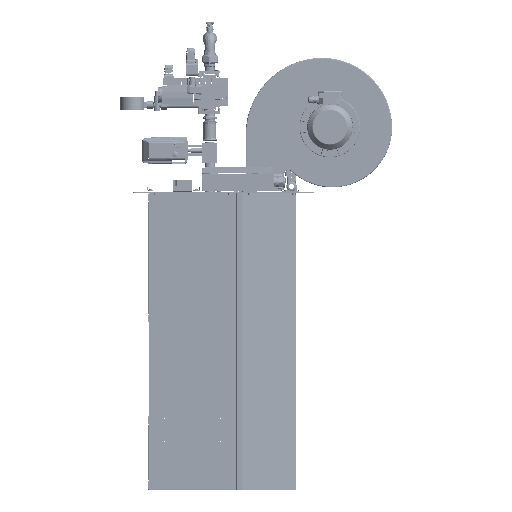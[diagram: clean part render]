
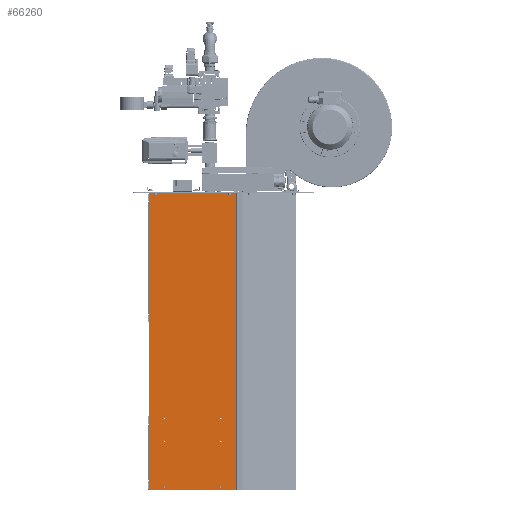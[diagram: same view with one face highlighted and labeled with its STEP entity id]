
A CAD part, left-side view. The second image highlights one B-rep face of the part: STEP entity #66260.
In plain terms, the highlighted planar face has unit normal (-1, 0, 0).
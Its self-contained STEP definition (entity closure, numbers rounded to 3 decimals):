
#3469 = CIRCLE ( 'NONE', #17636, 2.25 ) ;
#5094 = CARTESIAN_POINT ( 'NONE',  ( -344.479, 334.844, -762.736 ) ) ;
#6445 = CARTESIAN_POINT ( 'NONE',  ( -344.479, 334.094, -611.836 ) ) ;
#10656 = DIRECTION ( 'NONE',  ( 0., 0., -1. ) ) ;
#14962 = ORIENTED_EDGE ( 'NONE', *, *, #152787, .F. ) ;
#16808 = VERTEX_POINT ( 'NONE', #139353 ) ;
#17636 = AXIS2_PLACEMENT_3D ( 'NONE', #70194, #29380, #50711 ) ;
#21213 = CARTESIAN_POINT ( 'NONE',  ( -344.479, 98.094, -771.236 ) ) ;
#24262 = FACE_BOUND ( 'NONE', #89702, .T. ) ;
#24656 = VERTEX_POINT ( 'NONE', #78172 ) ;
#27358 = DIRECTION ( 'NONE',  ( 0., 0., -1. ) ) ;
#29380 = DIRECTION ( 'NONE',  ( -1., 0., 0. ) ) ;
#29875 = VERTEX_POINT ( 'NONE', #259708 ) ;
#32417 = CARTESIAN_POINT ( 'NONE',  ( -344.479, 334.094, -537.336 ) ) ;
#32746 = CARTESIAN_POINT ( 'NONE',  ( -344.479, 384.357, 206.527 ) ) ;
#34764 = VERTEX_POINT ( 'NONE', #160431 ) ;
#38702 = LINE ( 'NONE', #136755, #171571 ) ;
#41906 = ORIENTED_EDGE ( 'NONE', *, *, #114036, .F. ) ;
#43325 = LINE ( 'NONE', #268058, #76321 ) ;
#46750 = EDGE_CURVE ( 'NONE', #34764, #34764, #147818, .T. ) ;
#50064 = VERTEX_POINT ( 'NONE', #250592 ) ;
#50711 = DIRECTION ( 'NONE',  ( 0., 0., -1. ) ) ;
#55033 = CIRCLE ( 'NONE', #58211, 2.25 ) ;
#57421 = DIRECTION ( 'NONE',  ( 0., 0., -1. ) ) ;
#58211 = AXIS2_PLACEMENT_3D ( 'NONE', #247669, #183622, #57421 ) ;
#59548 = ORIENTED_EDGE ( 'NONE', *, *, #135053, .F. ) ;
#60961 = DIRECTION ( 'NONE',  ( 0., -1., 0. ) ) ;
#61953 = PLANE ( 'NONE',  #150741 ) ;
#65483 = VERTEX_POINT ( 'NONE', #32746 ) ;
#66260 = ADVANCED_FACE ( 'NONE', ( #256724, #193568, #200278, #24262, #240229, #170486, #113999 ), #61953, .F. ) ;
#70194 = CARTESIAN_POINT ( 'NONE',  ( -344.479, 148.094, -611.836 ) ) ;
#70872 = EDGE_LOOP ( 'NONE', ( #128228 ) ) ;
#72764 = VERTEX_POINT ( 'NONE', #193279 ) ;
#76321 = VECTOR ( 'NONE', #161394, 1000. ) ;
#76877 = DIRECTION ( 'NONE',  ( -1., 0., 0. ) ) ;
#78172 = CARTESIAN_POINT ( 'NONE',  ( -344.479, 98.831, -771.236 ) ) ;
#86515 = EDGE_CURVE ( 'NONE', #72764, #24656, #207079, .T. ) ;
#86952 = LINE ( 'NONE', #118225, #90413 ) ;
#89702 = EDGE_LOOP ( 'NONE', ( #105383 ) ) ;
#90413 = VECTOR ( 'NONE', #10656, 1000. ) ;
#92622 = AXIS2_PLACEMENT_3D ( 'NONE', #5094, #109959, #27358 ) ;
#100973 = CARTESIAN_POINT ( 'NONE',  ( -344.479, 98.094, -771.236 ) ) ;
#105383 = ORIENTED_EDGE ( 'NONE', *, *, #46750, .F. ) ;
#109959 = DIRECTION ( 'NONE',  ( -1., 0., 0. ) ) ;
#113999 = FACE_OUTER_BOUND ( 'NONE', #185911, .T. ) ;
#114036 = EDGE_CURVE ( 'NONE', #143087, #143087, #169435, .T. ) ;
#118225 = CARTESIAN_POINT ( 'NONE',  ( -344.479, 98.831, -771.236 ) ) ;
#122945 = EDGE_CURVE ( 'NONE', #16808, #16808, #55033, .T. ) ;
#126100 = DIRECTION ( 'NONE',  ( 1., 0., 0. ) ) ;
#128228 = ORIENTED_EDGE ( 'NONE', *, *, #265935, .F. ) ;
#131894 = VERTEX_POINT ( 'NONE', #132278 ) ;
#132278 = CARTESIAN_POINT ( 'NONE',  ( -344.479, 98.831, 206.527 ) ) ;
#133300 = ORIENTED_EDGE ( 'NONE', *, *, #226408, .F. ) ;
#135053 = EDGE_CURVE ( 'NONE', #50064, #50064, #3469, .T. ) ;
#136755 = CARTESIAN_POINT ( 'NONE',  ( -344.479, 384.357, 206.527 ) ) ;
#138471 = VERTEX_POINT ( 'NONE', #249434 ) ;
#139353 = CARTESIAN_POINT ( 'NONE',  ( -344.479, 148.094, -539.586 ) ) ;
#139413 = CIRCLE ( 'NONE', #218443, 2.25 ) ;
#143087 = VERTEX_POINT ( 'NONE', #178313 ) ;
#147426 = DIRECTION ( 'NONE',  ( 0., 0., -1. ) ) ;
#147818 = CIRCLE ( 'NONE', #92622, 2.25 ) ;
#148127 = ORIENTED_EDGE ( 'NONE', *, *, #274333, .T. ) ;
#150741 = AXIS2_PLACEMENT_3D ( 'NONE', #21213, #126100, #147426 ) ;
#152787 = EDGE_CURVE ( 'NONE', #131894, #24656, #86952, .T. ) ;
#154821 = EDGE_CURVE ( 'NONE', #29875, #29875, #160761, .T. ) ;
#160431 = CARTESIAN_POINT ( 'NONE',  ( -344.479, 334.844, -764.986 ) ) ;
#160761 = CIRCLE ( 'NONE', #181659, 2.25 ) ;
#161394 = DIRECTION ( 'NONE',  ( 0., 0., -1. ) ) ;
#169435 = CIRCLE ( 'NONE', #189841, 2.25 ) ;
#170486 = FACE_BOUND ( 'NONE', #257852, .T. ) ;
#171566 = EDGE_LOOP ( 'NONE', ( #233728 ) ) ;
#171571 = VECTOR ( 'NONE', #186641, 1000. ) ;
#173581 = DIRECTION ( 'NONE',  ( -1., 0., 0. ) ) ;
#178313 = CARTESIAN_POINT ( 'NONE',  ( -344.479, 334.094, -539.586 ) ) ;
#178666 = EDGE_LOOP ( 'NONE', ( #275187 ) ) ;
#181659 = AXIS2_PLACEMENT_3D ( 'NONE', #6445, #173581, #261553 ) ;
#182337 = EDGE_LOOP ( 'NONE', ( #59548 ) ) ;
#183622 = DIRECTION ( 'NONE',  ( -1., 0., 0. ) ) ;
#184580 = CARTESIAN_POINT ( 'NONE',  ( -344.479, 148.844, -762.736 ) ) ;
#185911 = EDGE_LOOP ( 'NONE', ( #133300, #148127, #206240, #14962 ) ) ;
#186641 = DIRECTION ( 'NONE',  ( 0., -1., 0. ) ) ;
#189841 = AXIS2_PLACEMENT_3D ( 'NONE', #32417, #76877, #204875 ) ;
#193279 = CARTESIAN_POINT ( 'NONE',  ( -344.479, 384.357, -771.236 ) ) ;
#193568 = FACE_BOUND ( 'NONE', #178666, .T. ) ;
#200278 = FACE_BOUND ( 'NONE', #70872, .T. ) ;
#204875 = DIRECTION ( 'NONE',  ( 0., 0., -1. ) ) ;
#206240 = ORIENTED_EDGE ( 'NONE', *, *, #86515, .T. ) ;
#207079 = LINE ( 'NONE', #100973, #210233 ) ;
#210233 = VECTOR ( 'NONE', #60961, 1000. ) ;
#218443 = AXIS2_PLACEMENT_3D ( 'NONE', #184580, #269025, #227235 ) ;
#226408 = EDGE_CURVE ( 'NONE', #65483, #131894, #38702, .T. ) ;
#227235 = DIRECTION ( 'NONE',  ( 0., 0., -1. ) ) ;
#233728 = ORIENTED_EDGE ( 'NONE', *, *, #122945, .F. ) ;
#240229 = FACE_BOUND ( 'NONE', #171566, .T. ) ;
#247669 = CARTESIAN_POINT ( 'NONE',  ( -344.479, 148.094, -537.336 ) ) ;
#249434 = CARTESIAN_POINT ( 'NONE',  ( -344.479, 148.844, -764.986 ) ) ;
#250592 = CARTESIAN_POINT ( 'NONE',  ( -344.479, 148.094, -614.086 ) ) ;
#256724 = FACE_BOUND ( 'NONE', #182337, .T. ) ;
#257852 = EDGE_LOOP ( 'NONE', ( #41906 ) ) ;
#259708 = CARTESIAN_POINT ( 'NONE',  ( -344.479, 334.094, -614.086 ) ) ;
#261553 = DIRECTION ( 'NONE',  ( 0., 0., -1. ) ) ;
#265935 = EDGE_CURVE ( 'NONE', #138471, #138471, #139413, .T. ) ;
#268058 = CARTESIAN_POINT ( 'NONE',  ( -344.479, 384.357, 208.764 ) ) ;
#269025 = DIRECTION ( 'NONE',  ( -1., 0., 0. ) ) ;
#274333 = EDGE_CURVE ( 'NONE', #65483, #72764, #43325, .T. ) ;
#275187 = ORIENTED_EDGE ( 'NONE', *, *, #154821, .F. ) ;
